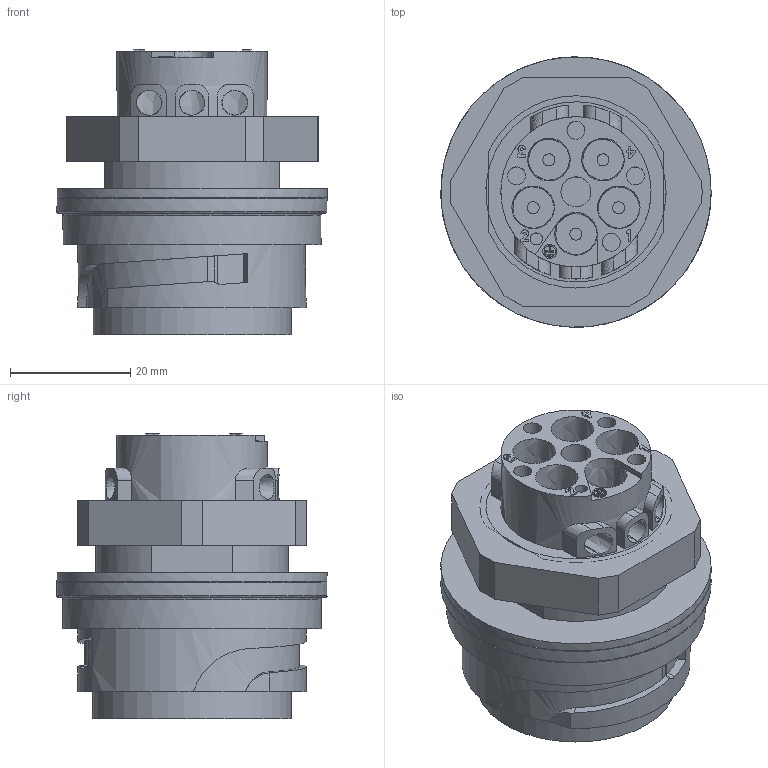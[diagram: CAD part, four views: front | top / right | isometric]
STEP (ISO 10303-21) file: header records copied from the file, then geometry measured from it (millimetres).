
FILE_DESCRIPTION((''),'2;1');
FILE_NAME('C016_20P004_800_2.stp', '2011-04-07T09:21:36',('User'),('SDRC'),'I-DEAS Master Series','UNIX','Yes');
FILE_SCHEMA(('CONFIG_CONTROL_DESIGN', 'GEOMETRIC_VALIDATION_PROPERTIES_MIM','SHAPE_APPEARANCE_LAYER_MIM'));
Length unit declared in the file: millimetre
Assembly tree (3 placements, depth 0):
Bounding box: 44.99 x 44.99 x 47.5 mm (x, y, z)
Volume: 29227.3 mm3; surface area: 20358 mm2
Topology: 3 solids, 3 shells, 388 faces, 961 edges, 620 vertices
Faces by surface type: bspline 388
Entity records: 13639 total; most frequent: CARTESIAN_POINT 6439, ORIENTED_EDGE 1900, EDGE_CURVE 950, OVER_RIDING_STYLED_ITEM 861, VERTEX_POINT 616, EDGE_LOOP 450, QUASI_UNIFORM_CURVE 390, FACE_OUTER_BOUND 388
